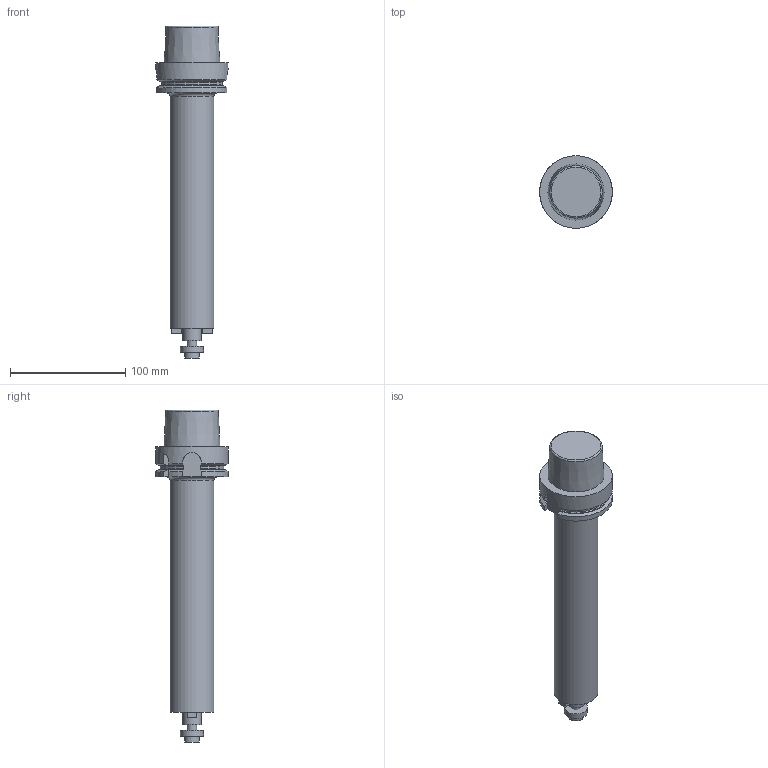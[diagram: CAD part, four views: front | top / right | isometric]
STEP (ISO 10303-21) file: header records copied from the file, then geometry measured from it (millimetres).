
FILE_DESCRIPTION(/* description */ ('3-D model version:1'),/* implementation_level */ '2;1');
FILE_NAME(/* name */ 'HA06-Q16D-038-230',/* time_stamp */ '2016-12-02T14:16:25',/* author */ ('InteractiveCad'),/* organization */ ('AB Sandvik Coromant'),/* preprocessor_version */ 'ST-DEVELOPER v15',/* originating_system */ 'SIEMENS PLM Software NX 8.5',/* authorization */ '');
FILE_SCHEMA(('AUTOMOTIVE_DESIGN'));
Length unit declared in the file: millimetre
Products named in the file (1): HA06_Q16D_038_230_A1
Bounding box: 63 x 63 x 288 mm (x, y, z)
Volume: 368690.1 mm3; surface area: 43795.8 mm2
Topology: 3 solids, 3 shells, 68 faces, 166 edges, 110 vertices
Faces by surface type: plane 39, cylinder 15, cone 8, torus 6
Full cylindrical faces by diameter (mm): 8 x1, 13 x1, 16 x1, 20 x1, 38 x1, 63 x1
Entity records: 2194 total; most frequent: CARTESIAN_POINT 556, DIRECTION 310, ORIENTED_EDGE 308, EDGE_CURVE 154, AXIS2_PLACEMENT_3D 116, VERTEX_POINT 108, EDGE_LOOP 84, LINE 78
